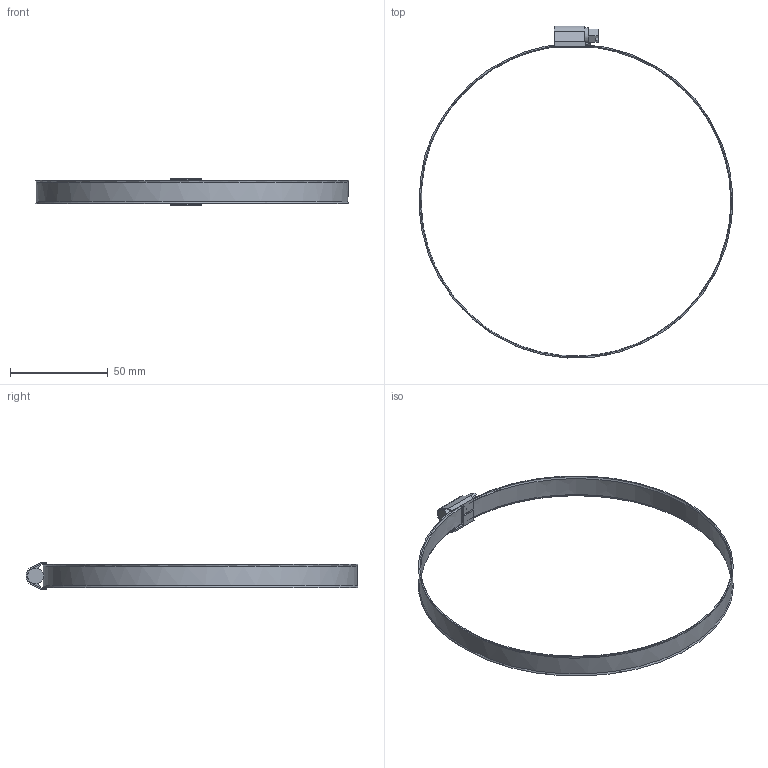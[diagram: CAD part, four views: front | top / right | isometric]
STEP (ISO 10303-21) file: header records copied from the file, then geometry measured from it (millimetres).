
FILE_DESCRIPTION(('STEP AP203'),'1');
FILE_NAME('4021133_V Schlauchklemme.STP','2019-05-17T09:47:48',(' '),(' '),'Spatial InterOp 3D',' ',' ');
FILE_SCHEMA(('CONFIG_CONTROL_DESIGN'));
Length unit declared in the file: millimetre
Products named in the file (1): 1
Bounding box: 160.65 x 170.07 x 14 mm (x, y, z)
Volume: 5530.9 mm3; surface area: 14962 mm2
Topology: 3 solids, 3 shells, 98 faces, 247 edges, 160 vertices
Faces by surface type: plane 78, cylinder 14, bspline 6
Entity records: 4873 total; most frequent: CARTESIAN_POINT 2482, ORIENTED_EDGE 492, DIRECTION 453, EDGE_CURVE 246, LINE 205, VECTOR 205, VERTEX_POINT 158, AXIS2_PLACEMENT_3D 124
